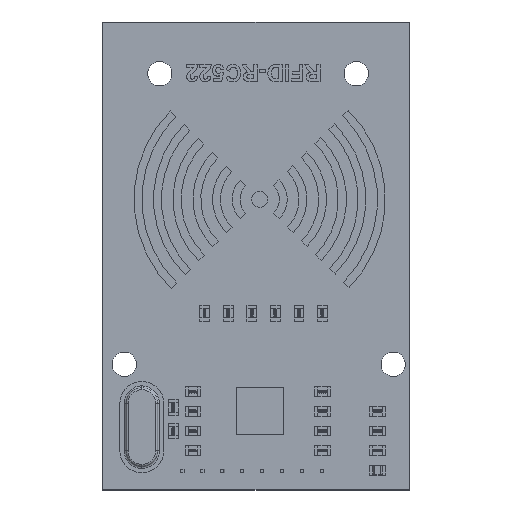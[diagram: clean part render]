
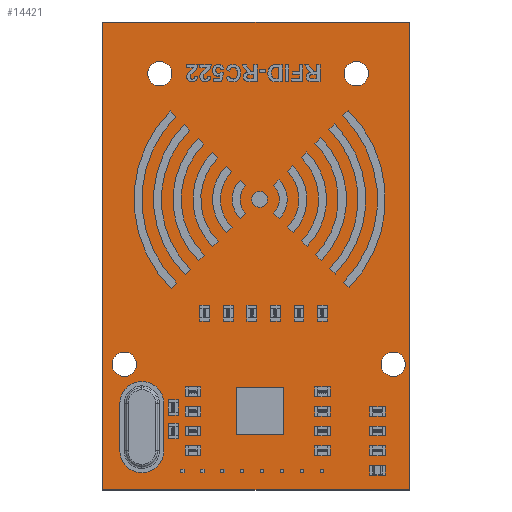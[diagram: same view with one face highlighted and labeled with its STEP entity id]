
A CAD part, top view. The second image highlights one B-rep face of the part: STEP entity #14421.
In plain terms, the highlighted planar face has unit normal (0, 0, 1).
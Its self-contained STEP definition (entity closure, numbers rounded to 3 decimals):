
#1204=FACE_BOUND('',#2657,.T.);
#1205=FACE_BOUND('',#2658,.T.);
#1206=FACE_BOUND('',#2659,.T.);
#1207=FACE_BOUND('',#2660,.T.);
#1255=PLANE('',#15540);
#1789=FACE_OUTER_BOUND('',#2656,.T.);
#2656=EDGE_LOOP('',(#10140,#10141,#10142,#10143));
#2657=EDGE_LOOP('',(#10144));
#2658=EDGE_LOOP('',(#10145));
#2659=EDGE_LOOP('',(#10146));
#2660=EDGE_LOOP('',(#10147));
#3568=LINE('',#19207,#5030);
#3571=LINE('',#19213,#5033);
#3574=LINE('',#19219,#5036);
#3577=LINE('',#19223,#5039);
#5030=VECTOR('',#16288,10.);
#5033=VECTOR('',#16293,10.);
#5036=VECTOR('',#16298,10.);
#5039=VECTOR('',#16303,10.);
#6486=CIRCLE('',#15525,1.55);
#6488=CIRCLE('',#15528,1.55);
#6490=CIRCLE('',#15531,1.55);
#6492=CIRCLE('',#15534,1.55);
#6580=VERTEX_POINT('',#19177);
#6582=VERTEX_POINT('',#19183);
#6584=VERTEX_POINT('',#19189);
#6586=VERTEX_POINT('',#19195);
#6590=VERTEX_POINT('',#19204);
#6591=VERTEX_POINT('',#19206);
#6593=VERTEX_POINT('',#19212);
#6595=VERTEX_POINT('',#19218);
#7976=EDGE_CURVE('',#6580,#6580,#6486,.T.);
#7979=EDGE_CURVE('',#6582,#6582,#6488,.T.);
#7982=EDGE_CURVE('',#6584,#6584,#6490,.T.);
#7985=EDGE_CURVE('',#6586,#6586,#6492,.T.);
#7990=EDGE_CURVE('',#6591,#6590,#3568,.T.);
#7993=EDGE_CURVE('',#6593,#6591,#3571,.T.);
#7996=EDGE_CURVE('',#6595,#6593,#3574,.T.);
#7999=EDGE_CURVE('',#6590,#6595,#3577,.T.);
#10140=ORIENTED_EDGE('',*,*,#7999,.T.);
#10141=ORIENTED_EDGE('',*,*,#7996,.T.);
#10142=ORIENTED_EDGE('',*,*,#7993,.T.);
#10143=ORIENTED_EDGE('',*,*,#7990,.T.);
#10144=ORIENTED_EDGE('',*,*,#7985,.T.);
#10145=ORIENTED_EDGE('',*,*,#7982,.T.);
#10146=ORIENTED_EDGE('',*,*,#7979,.T.);
#10147=ORIENTED_EDGE('',*,*,#7976,.T.);
#14421=ADVANCED_FACE('',(#1789,#1204,#1205,#1206,#1207),#1255,.T.);
#15525=AXIS2_PLACEMENT_3D('',#19178,#16258,#16259);
#15528=AXIS2_PLACEMENT_3D('',#19184,#16265,#16266);
#15531=AXIS2_PLACEMENT_3D('',#19190,#16272,#16273);
#15534=AXIS2_PLACEMENT_3D('',#19196,#16279,#16280);
#15540=AXIS2_PLACEMENT_3D('',#19224,#16304,#16305);
#16258=DIRECTION('center_axis',(0.,0.,-1.));
#16259=DIRECTION('ref_axis',(1.,0.,0.));
#16265=DIRECTION('center_axis',(0.,0.,-1.));
#16266=DIRECTION('ref_axis',(1.,0.,0.));
#16272=DIRECTION('center_axis',(0.,0.,-1.));
#16273=DIRECTION('ref_axis',(1.,0.,0.));
#16279=DIRECTION('center_axis',(0.,0.,-1.));
#16280=DIRECTION('ref_axis',(1.,0.,0.));
#16288=DIRECTION('',(-1.,0.,0.));
#16293=DIRECTION('',(0.,1.,0.));
#16298=DIRECTION('',(1.,0.,0.));
#16303=DIRECTION('',(0.,-1.,0.));
#16304=DIRECTION('center_axis',(0.,0.,1.));
#16305=DIRECTION('ref_axis',(1.,0.,0.));
#19177=CARTESIAN_POINT('',(1.22,16.,1.5));
#19178=CARTESIAN_POINT('Origin',(2.77,16.,1.5));
#19183=CARTESIAN_POINT('',(30.75,53.,1.5));
#19184=CARTESIAN_POINT('Origin',(32.3,53.,1.5));
#19189=CARTESIAN_POINT('',(35.45,16.,1.5));
#19190=CARTESIAN_POINT('Origin',(37.,16.,1.5));
#19195=CARTESIAN_POINT('',(5.73,53.,1.5));
#19196=CARTESIAN_POINT('Origin',(7.28,53.,1.5));
#19204=CARTESIAN_POINT('',(0.,59.58,1.5));
#19206=CARTESIAN_POINT('',(39.06,59.58,1.5));
#19207=CARTESIAN_POINT('',(39.06,59.58,1.5));
#19212=CARTESIAN_POINT('',(39.06,0.,1.5));
#19213=CARTESIAN_POINT('',(39.06,0.,1.5));
#19218=CARTESIAN_POINT('',(0.,0.,1.5));
#19219=CARTESIAN_POINT('',(0.,0.,1.5));
#19223=CARTESIAN_POINT('',(0.,59.58,1.5));
#19224=CARTESIAN_POINT('Origin',(19.53,29.79,1.5));
